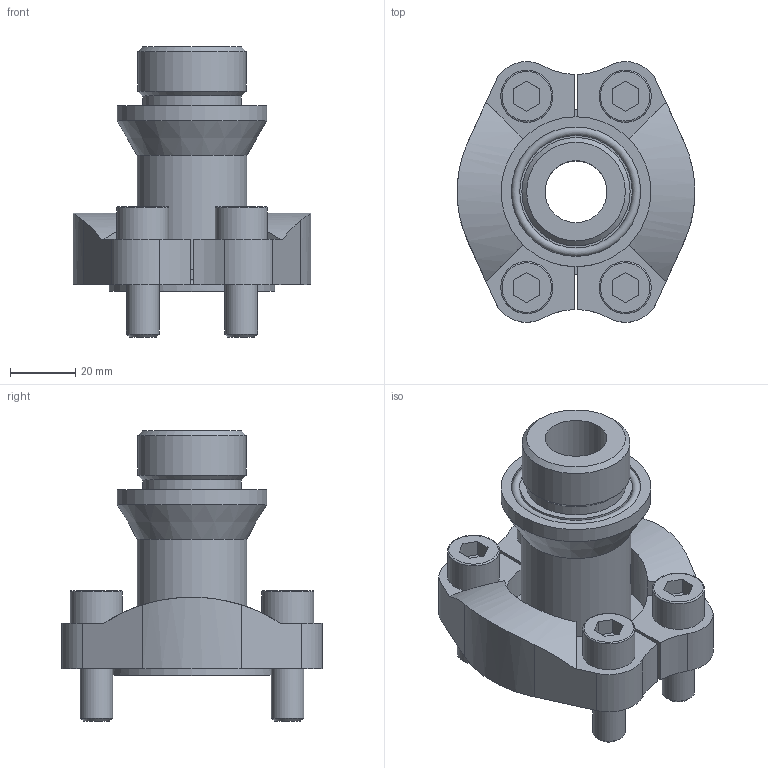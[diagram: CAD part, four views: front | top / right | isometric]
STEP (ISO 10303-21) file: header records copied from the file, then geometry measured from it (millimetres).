
FILE_DESCRIPTION(/* description */ ('STEP AP203'),/* implementation_level */ '2;1');
FILE_NAME(/* name */ 'SAE-Butt Weld Flange Connection AFAG 32-3 25-01',/* time_stamp */ '2025-01-20T11:25:35+01:00',/* author */ ('License CC BY-ND 4.0'),/* organization */ ('CADENAS'),/* preprocessor_version */ 'ST-DEVELOPER v19.3',/* originating_system */ 'PARTsolutions',/* authorisation */ ' ');
FILE_SCHEMA (('CONFIG_CONTROL_DESIGN'));
Length unit declared in the file: millimetre
Products named in the file (1): SAE Flanschanschluss AFAG 32-3 25-01
Bounding box: 72.9 x 80 x 89 mm (x, y, z)
Volume: 119416.6 mm3; surface area: 40518.2 mm2
Topology: 1 solids, 2 shells, 128 faces, 298 edges, 188 vertices
Faces by surface type: plane 71, cylinder 42, cone 8, torus 7
Full cylindrical faces by diameter (mm): 10 x4, 11 x4, 16 x4, 19 x1, 30.291 x1, 33.249 x1, 33.7 x1, 34.5 x1, 37.69 x1, 39.7 x2, 44.75 x2, 46 x1, 50.8 x1
Entity records: 3465 total; most frequent: CARTESIAN_POINT 612, DIRECTION 610, ORIENTED_EDGE 504, EDGE_CURVE 252, AXIS2_PLACEMENT_3D 237, EDGE_LOOP 194, FACE_BOUND 194, VERTEX_POINT 182
